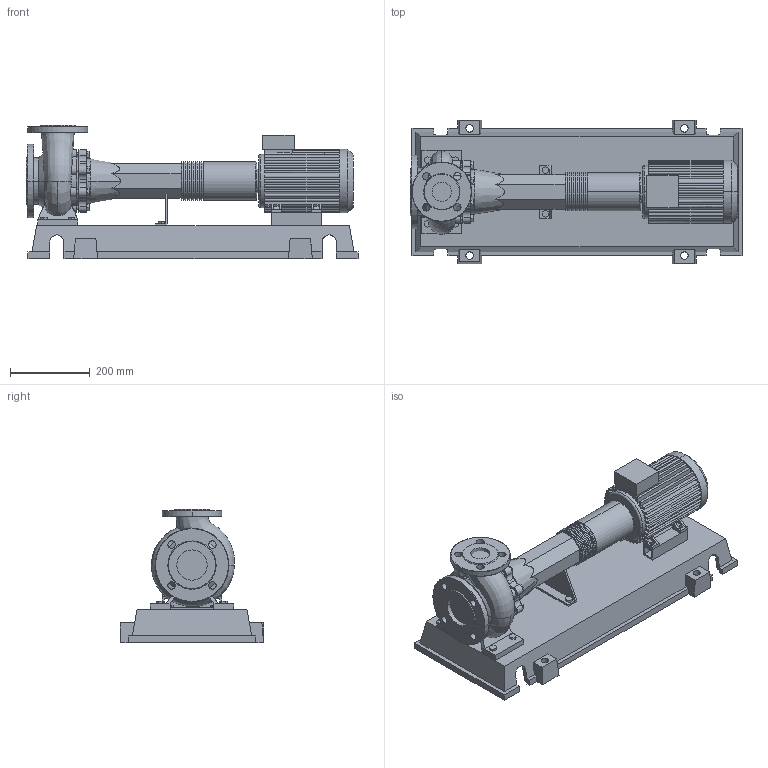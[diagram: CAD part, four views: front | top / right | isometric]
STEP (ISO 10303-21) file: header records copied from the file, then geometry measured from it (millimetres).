
FILE_DESCRIPTION((''),'2;1');
FILE_NAME('3d_NL40_125-0.55-4-12-4108943.stp','2015-03-03T07:07:20',(''),(''),'Mechanical Desktop 2009','Mechanical Desktop 2009',', , ');
FILE_SCHEMA(('CONFIG_CONTROL_DESIGN'));
Length unit declared in the file: millimetre
Products named in the file (1): Product
Bounding box: 835 x 360 x 335 mm (x, y, z)
Volume: 15881263.7 mm3; surface area: 1733548 mm2
Topology: 13 solids, 13 shells, 842 faces, 2248 edges, 1477 vertices
Faces by surface type: plane 430, bspline 213, cylinder 185, cone 8, torus 6
Entity records: 30945 total; most frequent: CARTESIAN_POINT 10116, ORIENTED_EDGE 4498, DIRECTION 4019, EDGE_CURVE 2249, VECTOR 1477, LINE 1477, VERTEX_POINT 1476, AXIS2_PLACEMENT_3D 1271
